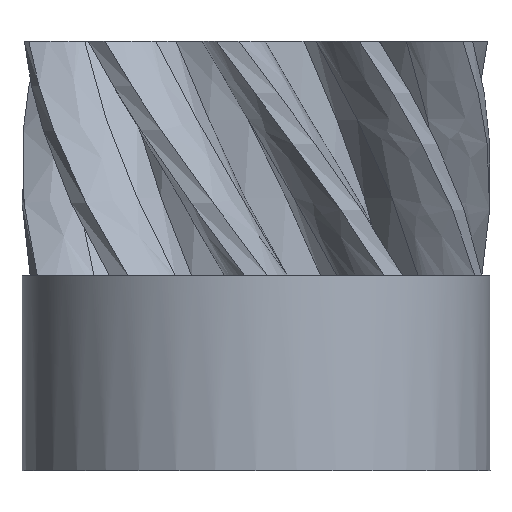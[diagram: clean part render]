
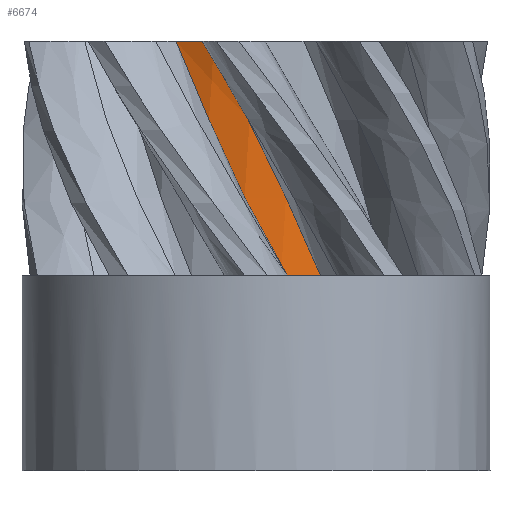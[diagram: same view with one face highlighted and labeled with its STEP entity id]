
A CAD part, left-side view. The second image highlights one B-rep face of the part: STEP entity #6674.
In plain terms, the highlighted free-form (B-spline) face has degree [1, 6] with [2, 7] control points.
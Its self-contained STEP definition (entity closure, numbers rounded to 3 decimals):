
#387 = PLANE('',#388);
#388 = AXIS2_PLACEMENT_3D('',#389,#390,#391);
#389 = CARTESIAN_POINT('',(0.,0.,0.));
#390 = DIRECTION('',(0.,-0.,-1.));
#391 = DIRECTION('',(-1.,0.,0.));
#2671 = VERTEX_POINT('',#2672);
#2672 = CARTESIAN_POINT('',(-7.389,-1.284,0.));
#2684 = B_SPLINE_SURFACE_WITH_KNOTS('',1,6,(
    (#2685,#2686,#2687,#2688,#2689,#2690,#2691)
    ,(#2692,#2693,#2694,#2695,#2696,#2697,#2698
  )),.UNSPECIFIED.,.F.,.F.,.F.,(2,2),(7,7),(0.,1.897),(0.,
    12.023),.PIECEWISE_BEZIER_KNOTS.);
#2685 = CARTESIAN_POINT('',(-9.258,-1.608,0.));
#2686 = CARTESIAN_POINT('',(-9.46,-0.448,
    2.002));
#2687 = CARTESIAN_POINT('',(-9.486,0.736,
    3.999));
#2688 = CARTESIAN_POINT('',(-9.336,1.922,6.001)
  );
#2689 = CARTESIAN_POINT('',(-9.005,3.071,8.002)
  );
#2690 = CARTESIAN_POINT('',(-8.514,4.148,
    9.999));
#2691 = CARTESIAN_POINT('',(-7.87,5.134,
    12.001));
#2692 = CARTESIAN_POINT('',(-7.389,-1.284,0.));
#2693 = CARTESIAN_POINT('',(-7.55,-0.357,
    2.002));
#2694 = CARTESIAN_POINT('',(-7.571,0.587,
    3.999));
#2695 = CARTESIAN_POINT('',(-7.451,1.534,
    6.));
#2696 = CARTESIAN_POINT('',(-7.187,2.451,
    8.002));
#2697 = CARTESIAN_POINT('',(-6.795,3.311,9.999)
  );
#2698 = CARTESIAN_POINT('',(-6.281,4.098,
    12.001));
#2706 = EDGE_CURVE('',#2671,#2707,#2709,.T.);
#2707 = VERTEX_POINT('',#2708);
#2708 = CARTESIAN_POINT('',(-6.733,-3.305,0.));
#2709 = SURFACE_CURVE('',#2710,(#2713,#2719),.PCURVE_S1.);
#2710 = B_SPLINE_CURVE_WITH_KNOTS('',1,(#2711,#2712),.UNSPECIFIED.,.F.,
  .F.,(2,2),(0.,2.125),.PIECEWISE_BEZIER_KNOTS.);
#2711 = CARTESIAN_POINT('',(-7.389,-1.284,0.));
#2712 = CARTESIAN_POINT('',(-6.733,-3.305,0.));
#2713 = PCURVE('',#387,#2714);
#2714 = DEFINITIONAL_REPRESENTATION('',(#2715),#2718);
#2715 = B_SPLINE_CURVE_WITH_KNOTS('',1,(#2716,#2717),.UNSPECIFIED.,.F.,
  .F.,(2,2),(0.,2.125),.PIECEWISE_BEZIER_KNOTS.);
#2716 = CARTESIAN_POINT('',(7.389,-1.284));
#2717 = CARTESIAN_POINT('',(6.733,-3.305));
#2718 = ( GEOMETRIC_REPRESENTATION_CONTEXT(2) 
PARAMETRIC_REPRESENTATION_CONTEXT() REPRESENTATION_CONTEXT('2D SPACE',''
  ) );
#2719 = PCURVE('',#2720,#2735);
#2720 = B_SPLINE_SURFACE_WITH_KNOTS('',1,6,(
    (#2721,#2722,#2723,#2724,#2725,#2726,#2727)
    ,(#2728,#2729,#2730,#2731,#2732,#2733,#2734
  )),.UNSPECIFIED.,.F.,.F.,.F.,(2,2),(7,7),(0.,2.125),(0.,
    12.023),.PIECEWISE_BEZIER_KNOTS.);
#2721 = CARTESIAN_POINT('',(-7.389,-1.284,0.));
#2722 = CARTESIAN_POINT('',(-7.55,-0.357,
    2.002));
#2723 = CARTESIAN_POINT('',(-7.571,0.587,
    3.999));
#2724 = CARTESIAN_POINT('',(-7.451,1.534,
    6.));
#2725 = CARTESIAN_POINT('',(-7.187,2.451,
    8.002));
#2726 = CARTESIAN_POINT('',(-6.795,3.311,9.999)
  );
#2727 = CARTESIAN_POINT('',(-6.281,4.098,
    12.001));
#2728 = CARTESIAN_POINT('',(-6.733,-3.305,0.));
#2729 = CARTESIAN_POINT('',(-7.146,-2.461,
    2.002));
#2730 = CARTESIAN_POINT('',(-7.432,-1.561,
    3.999));
#2731 = CARTESIAN_POINT('',(-7.582,-0.618,
    6.));
#2732 = CARTESIAN_POINT('',(-7.586,0.336,
    8.002));
#2733 = CARTESIAN_POINT('',(-7.451,1.272,
    9.999));
#2734 = CARTESIAN_POINT('',(-7.178,2.171,
    12.001));
#2735 = DEFINITIONAL_REPRESENTATION('',(#2736),#2740);
#2736 = LINE('',#2737,#2738);
#2737 = CARTESIAN_POINT('',(0.,0.));
#2738 = VECTOR('',#2739,1.);
#2739 = DIRECTION('',(1.,0.));
#2740 = ( GEOMETRIC_REPRESENTATION_CONTEXT(2) 
PARAMETRIC_REPRESENTATION_CONTEXT() REPRESENTATION_CONTEXT('2D SPACE',''
  ) );
#2754 = B_SPLINE_SURFACE_WITH_KNOTS('',1,6,(
    (#2755,#2756,#2757,#2758,#2759,#2760,#2761)
    ,(#2762,#2763,#2764,#2765,#2766,#2767,#2768
  )),.UNSPECIFIED.,.F.,.F.,.F.,(2,2),(7,7),(0.,1.897),(0.,
    12.023),.PIECEWISE_BEZIER_KNOTS.);
#2755 = CARTESIAN_POINT('',(-6.733,-3.305,0.));
#2756 = CARTESIAN_POINT('',(-7.146,-2.461,
    2.002));
#2757 = CARTESIAN_POINT('',(-7.432,-1.561,
    3.999));
#2758 = CARTESIAN_POINT('',(-7.582,-0.618,
    6.));
#2759 = CARTESIAN_POINT('',(-7.586,0.336,
    8.002));
#2760 = CARTESIAN_POINT('',(-7.451,1.272,
    9.999));
#2761 = CARTESIAN_POINT('',(-7.178,2.171,
    12.001));
#2762 = CARTESIAN_POINT('',(-8.435,-4.141,0.));
#2763 = CARTESIAN_POINT('',(-8.953,-3.084,
    2.002));
#2764 = CARTESIAN_POINT('',(-9.311,-1.955,3.999)
  );
#2765 = CARTESIAN_POINT('',(-9.5,-0.774,
    6.));
#2766 = CARTESIAN_POINT('',(-9.504,0.421,
    8.002));
#2767 = CARTESIAN_POINT('',(-9.336,1.594,
    9.999));
#2768 = CARTESIAN_POINT('',(-8.994,2.72,
    12.001));
#4785 = PLANE('',#4786);
#4786 = AXIS2_PLACEMENT_3D('',#4787,#4788,#4789);
#4787 = CARTESIAN_POINT('',(0.001,0.001,
    12.001));
#4788 = DIRECTION('',(0.,0.,
    1.));
#4789 = DIRECTION('',(1.,0.,
    0.));
#6627 = EDGE_CURVE('',#2707,#6628,#6630,.T.);
#6628 = VERTEX_POINT('',#6629);
#6629 = CARTESIAN_POINT('',(-7.178,2.171,
    12.001));
#6630 = SURFACE_CURVE('',#6631,(#6639,#6646),.PCURVE_S1.);
#6631 = B_SPLINE_CURVE_WITH_KNOTS('',6,(#6632,#6633,#6634,#6635,#6636,
    #6637,#6638),.UNSPECIFIED.,.F.,.F.,(7,7),(0.,12.023),
  .PIECEWISE_BEZIER_KNOTS.);
#6632 = CARTESIAN_POINT('',(-6.733,-3.305,0.));
#6633 = CARTESIAN_POINT('',(-7.146,-2.461,
    2.002));
#6634 = CARTESIAN_POINT('',(-7.432,-1.561,
    3.999));
#6635 = CARTESIAN_POINT('',(-7.582,-0.618,
    6.));
#6636 = CARTESIAN_POINT('',(-7.586,0.336,
    8.002));
#6637 = CARTESIAN_POINT('',(-7.451,1.272,
    9.999));
#6638 = CARTESIAN_POINT('',(-7.178,2.171,
    12.001));
#6639 = PCURVE('',#2754,#6640);
#6640 = DEFINITIONAL_REPRESENTATION('',(#6641),#6645);
#6641 = LINE('',#6642,#6643);
#6642 = CARTESIAN_POINT('',(0.,0.));
#6643 = VECTOR('',#6644,1.);
#6644 = DIRECTION('',(0.,1.));
#6645 = ( GEOMETRIC_REPRESENTATION_CONTEXT(2) 
PARAMETRIC_REPRESENTATION_CONTEXT() REPRESENTATION_CONTEXT('2D SPACE',''
  ) );
#6646 = PCURVE('',#2720,#6647);
#6647 = DEFINITIONAL_REPRESENTATION('',(#6648),#6652);
#6648 = LINE('',#6649,#6650);
#6649 = CARTESIAN_POINT('',(2.125,0.));
#6650 = VECTOR('',#6651,1.);
#6651 = DIRECTION('',(0.,1.));
#6652 = ( GEOMETRIC_REPRESENTATION_CONTEXT(2) 
PARAMETRIC_REPRESENTATION_CONTEXT() REPRESENTATION_CONTEXT('2D SPACE',''
  ) );
#6674 = ADVANCED_FACE('',(#6675),#2720,.T.);
#6675 = FACE_BOUND('',#6676,.T.);
#6676 = EDGE_LOOP('',(#6677,#6704,#6705,#6706));
#6677 = ORIENTED_EDGE('',*,*,#6678,.F.);
#6678 = EDGE_CURVE('',#2671,#6679,#6681,.T.);
#6679 = VERTEX_POINT('',#6680);
#6680 = CARTESIAN_POINT('',(-6.281,4.098,
    12.001));
#6681 = SURFACE_CURVE('',#6682,(#6690,#6697),.PCURVE_S1.);
#6682 = B_SPLINE_CURVE_WITH_KNOTS('',6,(#6683,#6684,#6685,#6686,#6687,
    #6688,#6689),.UNSPECIFIED.,.F.,.F.,(7,7),(0.,12.023),
  .PIECEWISE_BEZIER_KNOTS.);
#6683 = CARTESIAN_POINT('',(-7.389,-1.284,0.));
#6684 = CARTESIAN_POINT('',(-7.55,-0.357,
    2.002));
#6685 = CARTESIAN_POINT('',(-7.571,0.587,
    3.999));
#6686 = CARTESIAN_POINT('',(-7.451,1.534,
    6.));
#6687 = CARTESIAN_POINT('',(-7.187,2.451,
    8.002));
#6688 = CARTESIAN_POINT('',(-6.795,3.311,9.999)
  );
#6689 = CARTESIAN_POINT('',(-6.281,4.098,
    12.001));
#6690 = PCURVE('',#2720,#6691);
#6691 = DEFINITIONAL_REPRESENTATION('',(#6692),#6696);
#6692 = LINE('',#6693,#6694);
#6693 = CARTESIAN_POINT('',(0.,0.));
#6694 = VECTOR('',#6695,1.);
#6695 = DIRECTION('',(0.,1.));
#6696 = ( GEOMETRIC_REPRESENTATION_CONTEXT(2) 
PARAMETRIC_REPRESENTATION_CONTEXT() REPRESENTATION_CONTEXT('2D SPACE',''
  ) );
#6697 = PCURVE('',#2684,#6698);
#6698 = DEFINITIONAL_REPRESENTATION('',(#6699),#6703);
#6699 = LINE('',#6700,#6701);
#6700 = CARTESIAN_POINT('',(1.897,0.));
#6701 = VECTOR('',#6702,1.);
#6702 = DIRECTION('',(0.,1.));
#6703 = ( GEOMETRIC_REPRESENTATION_CONTEXT(2) 
PARAMETRIC_REPRESENTATION_CONTEXT() REPRESENTATION_CONTEXT('2D SPACE',''
  ) );
#6704 = ORIENTED_EDGE('',*,*,#2706,.T.);
#6705 = ORIENTED_EDGE('',*,*,#6627,.T.);
#6706 = ORIENTED_EDGE('',*,*,#6707,.F.);
#6707 = EDGE_CURVE('',#6679,#6628,#6708,.T.);
#6708 = SURFACE_CURVE('',#6709,(#6712,#6719),.PCURVE_S1.);
#6709 = B_SPLINE_CURVE_WITH_KNOTS('',1,(#6710,#6711),.UNSPECIFIED.,.F.,
  .F.,(2,2),(0.,2.125),.PIECEWISE_BEZIER_KNOTS.);
#6710 = CARTESIAN_POINT('',(-6.281,4.098,
    12.001));
#6711 = CARTESIAN_POINT('',(-7.178,2.171,
    12.001));
#6712 = PCURVE('',#2720,#6713);
#6713 = DEFINITIONAL_REPRESENTATION('',(#6714),#6718);
#6714 = LINE('',#6715,#6716);
#6715 = CARTESIAN_POINT('',(0.,12.023));
#6716 = VECTOR('',#6717,1.);
#6717 = DIRECTION('',(1.,0.));
#6718 = ( GEOMETRIC_REPRESENTATION_CONTEXT(2) 
PARAMETRIC_REPRESENTATION_CONTEXT() REPRESENTATION_CONTEXT('2D SPACE',''
  ) );
#6719 = PCURVE('',#4785,#6720);
#6720 = DEFINITIONAL_REPRESENTATION('',(#6721),#6724);
#6721 = B_SPLINE_CURVE_WITH_KNOTS('',1,(#6722,#6723),.UNSPECIFIED.,.F.,
  .F.,(2,2),(0.,2.125),.PIECEWISE_BEZIER_KNOTS.);
#6722 = CARTESIAN_POINT('',(-6.282,4.097));
#6723 = CARTESIAN_POINT('',(-7.179,2.171));
#6724 = ( GEOMETRIC_REPRESENTATION_CONTEXT(2) 
PARAMETRIC_REPRESENTATION_CONTEXT() REPRESENTATION_CONTEXT('2D SPACE',''
  ) );
